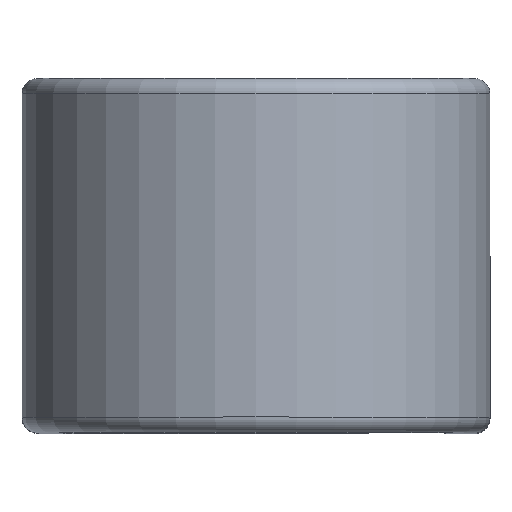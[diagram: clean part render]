
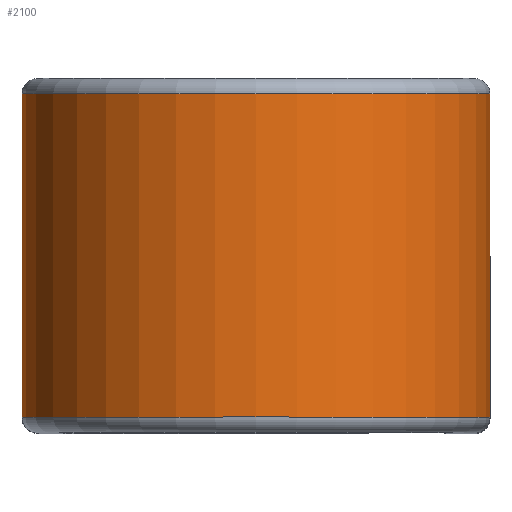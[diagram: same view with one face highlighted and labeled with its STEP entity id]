
A CAD part, top view. The second image highlights one B-rep face of the part: STEP entity #2100.
In plain terms, the highlighted cylindrical face has radius 11.532 mm (diameter 23.063 mm), a partial arc.
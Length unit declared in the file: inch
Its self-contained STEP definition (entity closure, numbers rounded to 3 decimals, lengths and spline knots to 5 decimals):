
#2 = DIRECTION ( 'NONE',  ( 0., -1., 0. ) ) ;
#14 = DIRECTION ( 'NONE',  ( 0., 0., -1. ) ) ;
#56 = CARTESIAN_POINT ( 'NONE',  ( 0.454, 0.31375, 0.687 ) ) ;
#108 = CYLINDRICAL_SURFACE ( 'NONE', #3001, 0.454 ) ;
#138 = CARTESIAN_POINT ( 'NONE',  ( 0.454, -0.31375, 0.687 ) ) ;
#360 = EDGE_CURVE ( 'NONE', #854, #398, #705, .T. ) ;
#398 = VERTEX_POINT ( 'NONE', #2044 ) ;
#416 = DIRECTION ( 'NONE',  ( 0., 1., 0. ) ) ;
#557 = LINE ( 'NONE', #56, #1717 ) ;
#578 = CARTESIAN_POINT ( 'NONE',  ( 0., 0.3125, 0.687 ) ) ;
#705 = LINE ( 'NONE', #1093, #1869 ) ;
#850 = AXIS2_PLACEMENT_3D ( 'NONE', #1403, #2, #1639 ) ;
#854 = VERTEX_POINT ( 'NONE', #2186 ) ;
#1085 = DIRECTION ( 'NONE',  ( 0., -1., 0. ) ) ;
#1093 = CARTESIAN_POINT ( 'NONE',  ( -0.454, 0.31375, 0.687 ) ) ;
#1096 = CIRCLE ( 'NONE', #2500, 0.454 ) ;
#1293 = EDGE_LOOP ( 'NONE', ( #1610, #1439, #1617, #2195 ) ) ;
#1403 = CARTESIAN_POINT ( 'NONE',  ( 0., -0.31375, 0.687 ) ) ;
#1413 = DIRECTION ( 'NONE',  ( 0., -1., 0. ) ) ;
#1439 = ORIENTED_EDGE ( 'NONE', *, *, #1500, .T. ) ;
#1500 = EDGE_CURVE ( 'NONE', #2653, #398, #1096, .T. ) ;
#1610 = ORIENTED_EDGE ( 'NONE', *, *, #2522, .T. ) ;
#1617 = ORIENTED_EDGE ( 'NONE', *, *, #360, .F. ) ;
#1639 = DIRECTION ( 'NONE',  ( 0., 0., -1. ) ) ;
#1644 = FACE_OUTER_BOUND ( 'NONE', #1293, .T. ) ;
#1673 = VERTEX_POINT ( 'NONE', #138 ) ;
#1717 = VECTOR ( 'NONE', #2618, 39.37008 ) ;
#1751 = CIRCLE ( 'NONE', #850, 0.454 ) ;
#1869 = VECTOR ( 'NONE', #416, 39.37008 ) ;
#2044 = CARTESIAN_POINT ( 'NONE',  ( -0.454, 0.31375, 0.687 ) ) ;
#2100 = ADVANCED_FACE ( 'NONE', ( #1644 ), #108, .T. ) ;
#2186 = CARTESIAN_POINT ( 'NONE',  ( -0.454, -0.31375, 0.687 ) ) ;
#2195 = ORIENTED_EDGE ( 'NONE', *, *, #2334, .F. ) ;
#2334 = EDGE_CURVE ( 'NONE', #1673, #854, #1751, .T. ) ;
#2500 = AXIS2_PLACEMENT_3D ( 'NONE', #2811, #1413, #14 ) ;
#2522 = EDGE_CURVE ( 'NONE', #1673, #2653, #557, .T. ) ;
#2618 = DIRECTION ( 'NONE',  ( 0., 1., 0. ) ) ;
#2653 = VERTEX_POINT ( 'NONE', #2668 ) ;
#2668 = CARTESIAN_POINT ( 'NONE',  ( 0.454, 0.31375, 0.687 ) ) ;
#2811 = CARTESIAN_POINT ( 'NONE',  ( 0., 0.31375, 0.687 ) ) ;
#2930 = DIRECTION ( 'NONE',  ( 0., 0., -1. ) ) ;
#3001 = AXIS2_PLACEMENT_3D ( 'NONE', #578, #1085, #2930 ) ;
